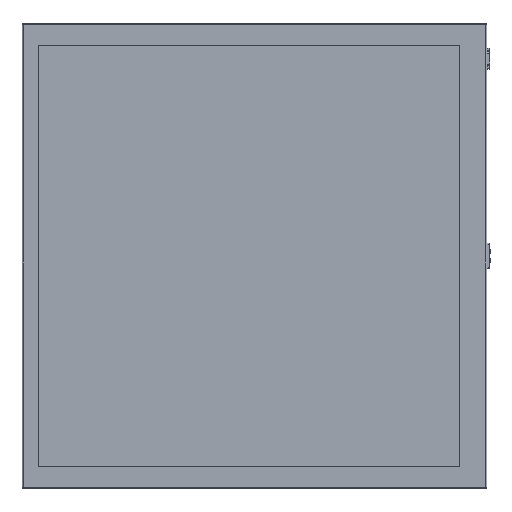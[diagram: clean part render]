
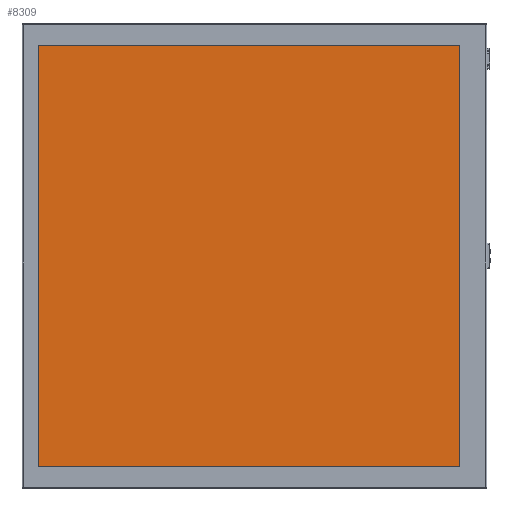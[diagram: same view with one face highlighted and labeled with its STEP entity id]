
A CAD part, top view. The second image highlights one B-rep face of the part: STEP entity #8309.
In plain terms, the highlighted planar face has unit normal (0, 0, 1).
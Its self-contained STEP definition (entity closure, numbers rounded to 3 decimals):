
#4041=ORIENTED_EDGE('',*,*,#5289,.F.);
#4042=ORIENTED_EDGE('',*,*,#5294,.F.);
#4043=ORIENTED_EDGE('',*,*,#5293,.F.);
#4044=ORIENTED_EDGE('',*,*,#5291,.F.);
#4640=VECTOR('',#6234,1.);
#4642=VECTOR('',#6238,1.);
#4644=VECTOR('',#6242,1.);
#4645=VECTOR('',#6245,1.);
#4822=LINE('',#7155,#4640);
#4824=LINE('',#7159,#4642);
#4826=LINE('',#7163,#4644);
#4827=LINE('',#7165,#4645);
#5009=VERTEX_POINT('',#7151);
#5010=VERTEX_POINT('',#7153);
#5011=VERTEX_POINT('',#7157);
#5012=VERTEX_POINT('',#7161);
#5289=EDGE_CURVE('',#5010,#5009,#4822,.T.);
#5291=EDGE_CURVE('',#5009,#5011,#4824,.T.);
#5293=EDGE_CURVE('',#5011,#5012,#4826,.T.);
#5294=EDGE_CURVE('',#5012,#5010,#4827,.T.);
#5594=EDGE_LOOP('',(#4041,#4042,#4043,#4044));
#5864=FACE_BOUND('',#5594,.T.);
#6234=DIRECTION('',(-780.,0.,0.));
#6238=DIRECTION('',(0.,780.,0.));
#6242=DIRECTION('',(780.,0.,0.));
#6245=DIRECTION('',(0.,-780.,0.));
#6246=DIRECTION('',(0.,0.,1.));
#6247=DIRECTION('',(0.,-1.,0.));
#7151=CARTESIAN_POINT('',(50.,40.,21.1));
#7153=CARTESIAN_POINT('',(830.,40.,21.1));
#7155=CARTESIAN_POINT('',(830.,40.,21.1));
#7157=CARTESIAN_POINT('',(50.,820.,21.1));
#7159=CARTESIAN_POINT('',(50.,40.,21.1));
#7161=CARTESIAN_POINT('',(830.,820.,21.1));
#7163=CARTESIAN_POINT('',(50.,820.,21.1));
#7165=CARTESIAN_POINT('',(830.,820.,21.1));
#7166=CARTESIAN_POINT('',(830.,40.,21.1));
#7874=AXIS2_PLACEMENT_3D('',#7166,#6246,#6247);
#8210=PLANE('',#7874);
#8309=ADVANCED_FACE('',(#5864),#8210,.T.);
